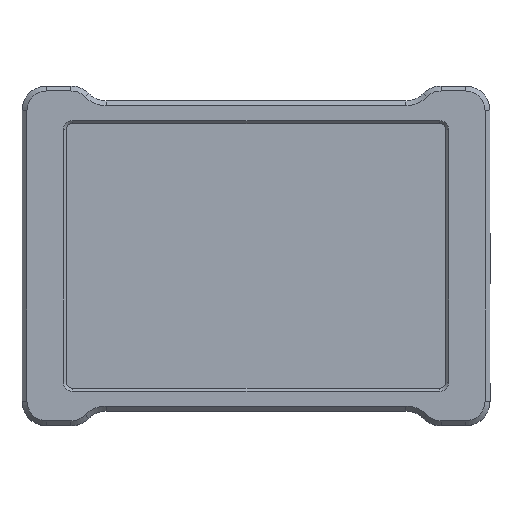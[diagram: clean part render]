
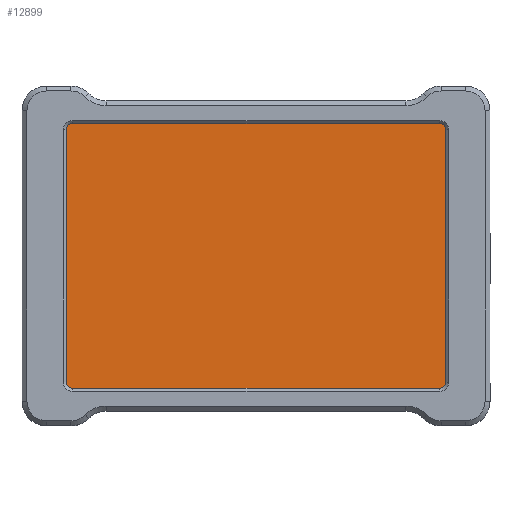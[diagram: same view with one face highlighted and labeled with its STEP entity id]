
A CAD part, top view. The second image highlights one B-rep face of the part: STEP entity #12899.
In plain terms, the highlighted planar face has unit normal (0, 0, 1).
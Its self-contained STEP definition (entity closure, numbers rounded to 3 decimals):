
#93=LINE('',#17043,#1089);
#94=LINE('',#17047,#1090);
#95=LINE('',#17051,#1091);
#96=LINE('',#17055,#1092);
#1089=VECTOR('',#14389,1000.);
#1090=VECTOR('',#14392,1000.);
#1091=VECTOR('',#14395,1000.);
#1092=VECTOR('',#14398,1000.);
#2324=ORIENTED_EDGE('',*,*,#4947,.F.);
#2325=ORIENTED_EDGE('',*,*,#4948,.F.);
#2326=ORIENTED_EDGE('',*,*,#4949,.T.);
#2327=ORIENTED_EDGE('',*,*,#4950,.F.);
#2328=ORIENTED_EDGE('',*,*,#4951,.F.);
#2329=ORIENTED_EDGE('',*,*,#4952,.F.);
#2330=ORIENTED_EDGE('',*,*,#4953,.F.);
#2331=ORIENTED_EDGE('',*,*,#4954,.F.);
#4947=EDGE_CURVE('',#6269,#6270,#7121,.T.);
#4948=EDGE_CURVE('',#6271,#6269,#93,.T.);
#4949=EDGE_CURVE('',#6271,#6272,#7122,.T.);
#4950=EDGE_CURVE('',#6273,#6272,#94,.T.);
#4951=EDGE_CURVE('',#6274,#6273,#7123,.T.);
#4952=EDGE_CURVE('',#6275,#6274,#95,.T.);
#4953=EDGE_CURVE('',#6276,#6275,#7124,.T.);
#4954=EDGE_CURVE('',#6270,#6276,#96,.T.);
#6269=VERTEX_POINT('',#17041);
#6270=VERTEX_POINT('',#17042);
#6271=VERTEX_POINT('',#17044);
#6272=VERTEX_POINT('',#17046);
#6273=VERTEX_POINT('',#17048);
#6274=VERTEX_POINT('',#17050);
#6275=VERTEX_POINT('',#17052);
#6276=VERTEX_POINT('',#17054);
#7121=CIRCLE('',#13480,1.25);
#7122=CIRCLE('',#13481,1.25);
#7123=CIRCLE('',#13482,1.25);
#7124=CIRCLE('',#13483,1.25);
#7425=EDGE_LOOP('',(#2324,#2325,#2326,#2327,#2328,#2329,#2330,#2331));
#8061=FACE_BOUND('',#7425,.T.);
#8663=PLANE('',#13479);
#12899=ADVANCED_FACE('',(#8061),#8663,.F.);
#13479=AXIS2_PLACEMENT_3D('',#17039,#14385,#14386);
#13480=AXIS2_PLACEMENT_3D('',#17040,#14387,#14388);
#13481=AXIS2_PLACEMENT_3D('',#17045,#14390,#14391);
#13482=AXIS2_PLACEMENT_3D('',#17049,#14393,#14394);
#13483=AXIS2_PLACEMENT_3D('',#17053,#14396,#14397);
#14385=DIRECTION('',(0.,0.,-1.));
#14386=DIRECTION('',(0.,1.,0.));
#14387=DIRECTION('',(0.,0.,-1.));
#14388=DIRECTION('',(-1.,0.,0.));
#14389=DIRECTION('',(-1.,0.,0.));
#14390=DIRECTION('',(0.,0.,1.));
#14391=DIRECTION('',(-1.,0.,0.));
#14392=DIRECTION('',(0.,-1.,0.));
#14393=DIRECTION('',(0.,0.,-1.));
#14394=DIRECTION('',(-1.,0.,0.));
#14395=DIRECTION('',(1.,0.,0.));
#14396=DIRECTION('',(0.,0.,-1.));
#14397=DIRECTION('',(-1.,0.,0.));
#14398=DIRECTION('',(0.,1.,0.));
#17039=CARTESIAN_POINT('',(0.,0.,-1.3));
#17040=CARTESIAN_POINT('',(-41.4,-28.05,-1.3));
#17041=CARTESIAN_POINT('',(-41.4,-29.3,-1.3));
#17042=CARTESIAN_POINT('',(-42.65,-28.05,-1.3));
#17043=CARTESIAN_POINT('',(33.,-29.3,-1.3));
#17044=CARTESIAN_POINT('',(33.,-29.3,-1.3));
#17045=CARTESIAN_POINT('',(33.,-28.05,-1.3));
#17046=CARTESIAN_POINT('',(34.25,-28.05,-1.3));
#17047=CARTESIAN_POINT('',(34.25,23.4,-1.3));
#17048=CARTESIAN_POINT('',(34.25,23.15,-1.3));
#17049=CARTESIAN_POINT('',(33.,23.15,-1.3));
#17050=CARTESIAN_POINT('',(33.,24.4,-1.3));
#17051=CARTESIAN_POINT('',(-33.,24.4,-1.3));
#17052=CARTESIAN_POINT('',(-41.4,24.4,-1.3));
#17053=CARTESIAN_POINT('',(-41.4,23.15,-1.3));
#17054=CARTESIAN_POINT('',(-42.65,23.15,-1.3));
#17055=CARTESIAN_POINT('',(-42.65,-23.4,-1.3));
